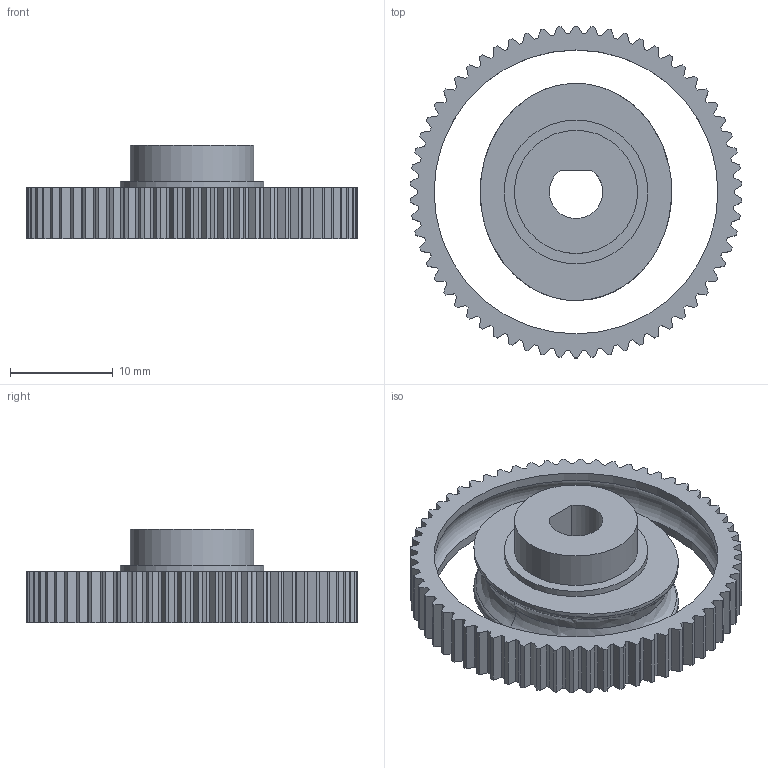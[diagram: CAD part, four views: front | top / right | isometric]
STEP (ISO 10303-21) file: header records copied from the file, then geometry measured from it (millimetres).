
FILE_DESCRIPTION(/* description */ (''),/* implementation_level */ '2;1');
FILE_NAME(/* name */ 'Untitled v1.step',/* time_stamp */ '2024-05-28T16:42:32+02:00',/* author */ (''),/* organization */ (''),/* preprocessor_version */ 'ST-DEVELOPER v20',/* originating_system */ 'Autodesk Translation Framework v13.14.0.145',/* authorisation */ '');
FILE_SCHEMA (('AUTOMOTIVE_DESIGN { 1 0 10303 214 3 1 1 }'));
Length unit declared in the file: millimetre
Products named in the file (5): Untitled; FlexSpline_new; flex; Wave generator new; wave
Assembly tree (4 placements, depth 3):
  Untitled
    FlexSpline_new
      flex
    Wave generator new
      wave
Bounding box: 32.3 x 32.32 x 9.12 mm (x, y, z)
Volume: 2453.9 mm3; surface area: 2862.4 mm2
Topology: 2 solids, 2 shells, 272 faces, 806 edges, 540 vertices
Faces by surface type: plane 255, bspline 11, cylinder 5, torus 1
Full cylindrical faces by diameter (mm): 5.2 x1, 12 x1, 14 x1, 27.645 x2
Entity records: 13394 total; most frequent: CARTESIAN_POINT 6055, ORIENTED_EDGE 1612, DIRECTION 1331, EDGE_CURVE 806, LINE 755, VECTOR 755, VERTEX_POINT 540, AXIS2_PLACEMENT_3D 288
